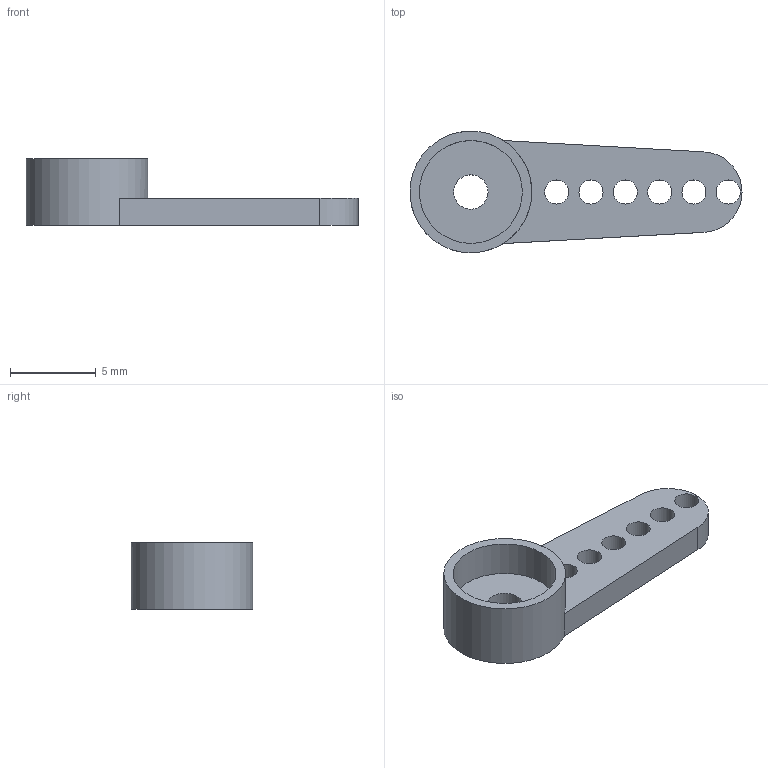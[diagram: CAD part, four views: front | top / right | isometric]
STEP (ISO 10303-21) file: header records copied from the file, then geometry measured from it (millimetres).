
FILE_DESCRIPTION(/* description */ (''),/* implementation_level */ '2;1');
FILE_NAME(/* name */ 'SG90-1-arm-horn.step',/* time_stamp */ '2018-01-22T14:24:08+01:00',/* author */ ('autodesknospam'),/* organization */ (''),/* preprocessor_version */ 'ST-DEVELOPER v16.13',/* originating_system */ 'Autodesk Translation Framework v6.5.0.72',/* authorisation */ '');
FILE_SCHEMA (('AUTOMOTIVE_DESIGN { 1 0 10303 214 3 1 1 }'));
Length unit declared in the file: millimetre
Products named in the file (2): SG90-1-arm-horn; Final-1-arm-horn
Assembly tree (1 placements, depth 2):
  SG90-1-arm-horn
    Final-1-arm-horn
Bounding box: 19.35 x 7.09 x 3.9 mm (x, y, z)
Volume: 166.4 mm3; surface area: 404.7 mm2
Topology: 1 solids, 1 shells, 18 faces, 51 edges, 37 vertices
Faces by surface type: cylinder 11, plane 7
Full cylindrical faces by diameter (mm): 1.4 x6, 2 x1, 5 x1, 6 x1, 7.1 x1
Entity records: 708 total; most frequent: DIRECTION 126, CARTESIAN_POINT 109, ORIENTED_EDGE 102, AXIS2_PLACEMENT_3D 54, EDGE_CURVE 51, VERTEX_POINT 37, EDGE_LOOP 34, CIRCLE 33
